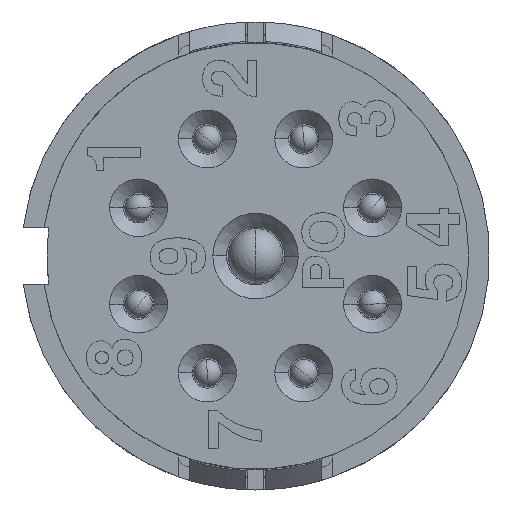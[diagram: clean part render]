
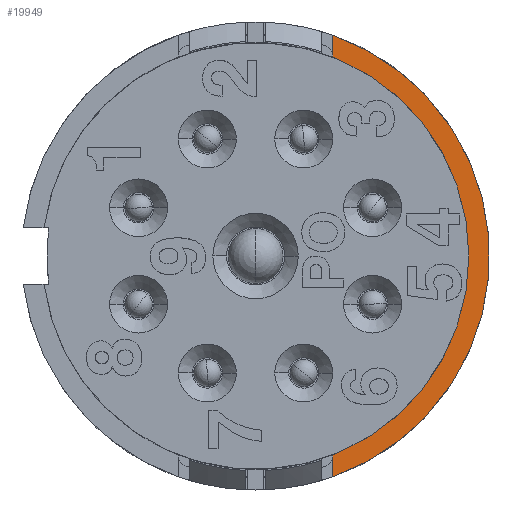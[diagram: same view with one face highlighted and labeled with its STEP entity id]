
A CAD part, front view. The second image highlights one B-rep face of the part: STEP entity #19949.
In plain terms, the highlighted planar face has unit normal (0, -1, 0).
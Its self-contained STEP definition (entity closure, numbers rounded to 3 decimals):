
#1561=DIRECTION('',(0.,0.,1.));
#1562=VECTOR('',#1561,0.799);
#1563=CARTESIAN_POINT('',(2.8,-3.45,7.227));
#1564=LINE('',#1563,#1562);
#1565=CARTESIAN_POINT('',(0.,-3.45,0.));
#1566=DIRECTION('',(0.,1.,0.));
#1567=DIRECTION('',(0.329,0.,0.944));
#1568=AXIS2_PLACEMENT_3D('',#1565,#1566,#1567);
#1570=DIRECTION('',(0.,0.,1.));
#1571=VECTOR('',#1570,0.799);
#1572=CARTESIAN_POINT('',(2.8,-3.45,-8.026));
#1573=LINE('',#1572,#1571);
#1574=CARTESIAN_POINT('',(0.,-3.45,0.));
#1575=DIRECTION('',(0.,-1.,0.));
#1576=DIRECTION('',(0.361,0.,-0.932));
#1577=AXIS2_PLACEMENT_3D('',#1574,#1575,#1576);
#1579=CARTESIAN_POINT('',(0.,-3.45,0.));
#1580=DIRECTION('',(0.,-1.,0.));
#1581=DIRECTION('',(1.,0.,0.));
#1582=AXIS2_PLACEMENT_3D('',#1579,#1580,#1581);
#17734=CARTESIAN_POINT('',(2.8,-3.45,7.227));
#17735=VERTEX_POINT('',#17734);
#17736=CARTESIAN_POINT('',(7.75,-3.45,0.));
#17737=VERTEX_POINT('',#17736);
#17738=CARTESIAN_POINT('',(2.8,-3.45,-7.227));
#17739=VERTEX_POINT('',#17738);
#17778=CARTESIAN_POINT('',(2.8,-3.45,8.026));
#17779=VERTEX_POINT('',#17778);
#17818=CARTESIAN_POINT('',(2.8,-3.45,-8.026));
#17819=VERTEX_POINT('',#17818);
#19936=CARTESIAN_POINT('',(0.,-3.45,0.));
#19937=DIRECTION('',(0.,1.,0.));
#19938=DIRECTION('',(0.,0.,-1.));
#19939=AXIS2_PLACEMENT_3D('',#19936,#19937,#19938);
#19940=PLANE('',#19939);
#19941=ORIENTED_EDGE('',*,*,#19690,.T.);
#19942=ORIENTED_EDGE('',*,*,#19480,.T.);
#19944=ORIENTED_EDGE('',*,*,#19943,.T.);
#19945=ORIENTED_EDGE('',*,*,#19906,.T.);
#19946=ORIENTED_EDGE('',*,*,#19904,.T.);
#19947=EDGE_LOOP('',(#19941,#19942,#19944,#19945,#19946));
#19948=FACE_OUTER_BOUND('',#19947,.F.);
#19949=ADVANCED_FACE('',(#19948),#19940,.F.);
#1569=CIRCLE('',#1568,8.5);
#1578=CIRCLE('',#1577,7.75);
#1583=CIRCLE('',#1582,7.75);
#19480=EDGE_CURVE('',#17779,#17819,#1569,.T.);
#19690=EDGE_CURVE('',#17735,#17779,#1564,.T.);
#19904=EDGE_CURVE('',#17737,#17735,#1583,.T.);
#19906=EDGE_CURVE('',#17739,#17737,#1578,.T.);
#19943=EDGE_CURVE('',#17819,#17739,#1573,.T.);
